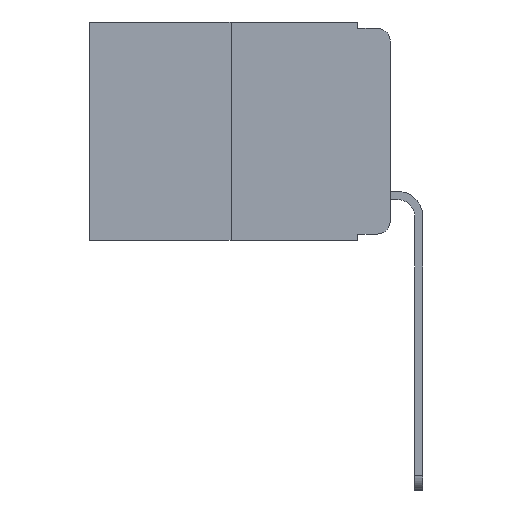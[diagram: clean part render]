
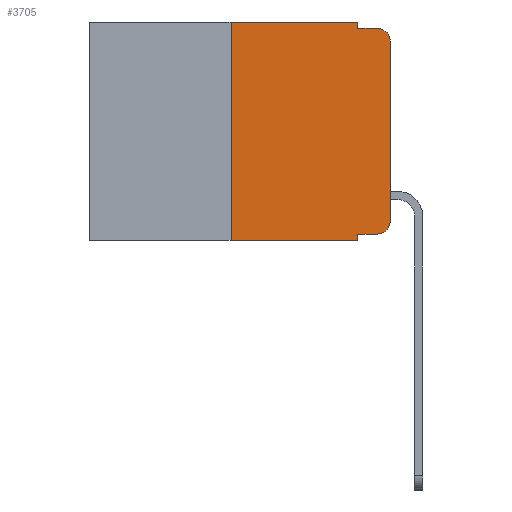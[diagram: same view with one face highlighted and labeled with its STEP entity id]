
A CAD part, left-side view. The second image highlights one B-rep face of the part: STEP entity #3705.
In plain terms, the highlighted planar face has unit normal (-1, 0, 0).
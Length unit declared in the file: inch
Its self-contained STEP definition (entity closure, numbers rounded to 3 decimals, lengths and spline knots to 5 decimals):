
#72 = VERTEX_POINT ( 'NONE', #8348 ) ;
#188 = LINE ( 'NONE', #9317, #12809 ) ;
#632 = DIRECTION ( 'NONE',  ( 0., 0., 1. ) ) ;
#761 = ORIENTED_EDGE ( 'NONE', *, *, #19460, .F. ) ;
#769 = LINE ( 'NONE', #17683, #5327 ) ;
#962 = LINE ( 'NONE', #12606, #1492 ) ;
#1492 = VECTOR ( 'NONE', #13454, 39.37008 ) ;
#1984 = DIRECTION ( 'NONE',  ( 0., -1., 0. ) ) ;
#2011 = EDGE_CURVE ( 'NONE', #6079, #6032, #962, .T. ) ;
#2091 = VERTEX_POINT ( 'NONE', #10050 ) ;
#2750 = CARTESIAN_POINT ( 'NONE',  ( 0., 0.051, -0.01 ) ) ;
#3173 = CARTESIAN_POINT ( 'NONE',  ( 0., 0.051, -0.333 ) ) ;
#3183 = EDGE_CURVE ( 'NONE', #6032, #17435, #11712, .T. ) ;
#3561 = VECTOR ( 'NONE', #19029, 39.37008 ) ;
#3705 = ADVANCED_FACE ( 'NONE', ( #7687 ), #13623, .F. ) ;
#4106 = LINE ( 'NONE', #3173, #3561 ) ;
#4153 = VECTOR ( 'NONE', #1984, 39.37008 ) ;
#4556 = ORIENTED_EDGE ( 'NONE', *, *, #5438, .T. ) ;
#4643 = AXIS2_PLACEMENT_3D ( 'NONE', #7546, #18476, #9149 ) ;
#4713 = VERTEX_POINT ( 'NONE', #6391 ) ;
#4772 = VECTOR ( 'NONE', #19505, 39.37008 ) ;
#4894 = AXIS2_PLACEMENT_3D ( 'NONE', #14235, #16573, #17800 ) ;
#5077 = DIRECTION ( 'NONE',  ( 0., 0., -1. ) ) ;
#5131 = VECTOR ( 'NONE', #632, 39.37008 ) ;
#5175 = CIRCLE ( 'NONE', #4643, 0.02 ) ;
#5207 = LINE ( 'NONE', #5608, #9006 ) ;
#5284 = LINE ( 'NONE', #14917, #4772 ) ;
#5327 = VECTOR ( 'NONE', #5077, 39.37008 ) ;
#5438 = EDGE_CURVE ( 'NONE', #13390, #17435, #10657, .T. ) ;
#5608 = CARTESIAN_POINT ( 'NONE',  ( 0., 0.473, -0.343 ) ) ;
#5649 = LINE ( 'NONE', #5718, #5131 ) ;
#5718 = CARTESIAN_POINT ( 'NONE',  ( 0., 0., 0. ) ) ;
#6032 = VERTEX_POINT ( 'NONE', #9846 ) ;
#6079 = VERTEX_POINT ( 'NONE', #12890 ) ;
#6331 = ORIENTED_EDGE ( 'NONE', *, *, #17430, .T. ) ;
#6391 = CARTESIAN_POINT ( 'NONE',  ( 0., 0.02, -0.333 ) ) ;
#6478 = VERTEX_POINT ( 'NONE', #18162 ) ;
#6532 = EDGE_CURVE ( 'NONE', #72, #13390, #5649, .T. ) ;
#7227 = DIRECTION ( 'NONE',  ( 0., -1., 0. ) ) ;
#7546 = CARTESIAN_POINT ( 'NONE',  ( 0., 0.02, -0.313 ) ) ;
#7597 = ORIENTED_EDGE ( 'NONE', *, *, #19972, .F. ) ;
#7687 = FACE_OUTER_BOUND ( 'NONE', #18562, .T. ) ;
#8086 = ORIENTED_EDGE ( 'NONE', *, *, #20451, .F. ) ;
#8348 = CARTESIAN_POINT ( 'NONE',  ( 0., 0., -0.313 ) ) ;
#8594 = ORIENTED_EDGE ( 'NONE', *, *, #15654, .T. ) ;
#8623 = CARTESIAN_POINT ( 'NONE',  ( 0., 0.473, 0. ) ) ;
#9006 = VECTOR ( 'NONE', #7227, 39.37008 ) ;
#9149 = DIRECTION ( 'NONE',  ( 0., 0., -1. ) ) ;
#9317 = CARTESIAN_POINT ( 'NONE',  ( 0., 0.473, 0. ) ) ;
#9602 = ORIENTED_EDGE ( 'NONE', *, *, #18481, .T. ) ;
#9846 = CARTESIAN_POINT ( 'NONE',  ( 0., 0.051, -0.01 ) ) ;
#10050 = CARTESIAN_POINT ( 'NONE',  ( 0., 0.25, 0. ) ) ;
#10657 = CIRCLE ( 'NONE', #4894, 0.02 ) ;
#10934 = DIRECTION ( 'NONE',  ( 0., -1., 0. ) ) ;
#11033 = CARTESIAN_POINT ( 'NONE',  ( 0., 0.051, -0.343 ) ) ;
#11712 = LINE ( 'NONE', #2750, #4153 ) ;
#12534 = CARTESIAN_POINT ( 'NONE',  ( 0., 0.051, -0.333 ) ) ;
#12606 = CARTESIAN_POINT ( 'NONE',  ( 0., 0.051, 0. ) ) ;
#12809 = VECTOR ( 'NONE', #10934, 39.37008 ) ;
#12890 = CARTESIAN_POINT ( 'NONE',  ( 0., 0.051, 0. ) ) ;
#13059 = CARTESIAN_POINT ( 'NONE',  ( 0., 0., -0.03 ) ) ;
#13142 = VERTEX_POINT ( 'NONE', #12534 ) ;
#13390 = VERTEX_POINT ( 'NONE', #13059 ) ;
#13454 = DIRECTION ( 'NONE',  ( 0., 0., -1. ) ) ;
#13574 = DIRECTION ( 'NONE',  ( 0., 0., -1. ) ) ;
#13623 = PLANE ( 'NONE',  #20202 ) ;
#13835 = CARTESIAN_POINT ( 'NONE',  ( 0., 0.02, -0.01 ) ) ;
#14021 = ORIENTED_EDGE ( 'NONE', *, *, #2011, .F. ) ;
#14235 = CARTESIAN_POINT ( 'NONE',  ( 0., 0.02, -0.03 ) ) ;
#14392 = DIRECTION ( 'NONE',  ( 1., 0., 0. ) ) ;
#14917 = CARTESIAN_POINT ( 'NONE',  ( 0., 0.25, 0. ) ) ;
#15654 = EDGE_CURVE ( 'NONE', #6478, #18321, #5207, .T. ) ;
#16197 = ORIENTED_EDGE ( 'NONE', *, *, #6532, .T. ) ;
#16573 = DIRECTION ( 'NONE',  ( -1., 0., 0. ) ) ;
#17430 = EDGE_CURVE ( 'NONE', #4713, #72, #5175, .T. ) ;
#17435 = VERTEX_POINT ( 'NONE', #13835 ) ;
#17604 = ORIENTED_EDGE ( 'NONE', *, *, #3183, .F. ) ;
#17683 = CARTESIAN_POINT ( 'NONE',  ( 0., 0.051, 0. ) ) ;
#17800 = DIRECTION ( 'NONE',  ( 0., 0., -1. ) ) ;
#18162 = CARTESIAN_POINT ( 'NONE',  ( 0., 0.25, -0.343 ) ) ;
#18321 = VERTEX_POINT ( 'NONE', #11033 ) ;
#18476 = DIRECTION ( 'NONE',  ( -1., 0., 0. ) ) ;
#18481 = EDGE_CURVE ( 'NONE', #13142, #4713, #4106, .T. ) ;
#18562 = EDGE_LOOP ( 'NONE', ( #16197, #4556, #17604, #14021, #7597, #8086, #8594, #761, #9602, #6331 ) ) ;
#19029 = DIRECTION ( 'NONE',  ( 0., -1., 0. ) ) ;
#19460 = EDGE_CURVE ( 'NONE', #13142, #18321, #769, .T. ) ;
#19505 = DIRECTION ( 'NONE',  ( 0., 0., 1. ) ) ;
#19972 = EDGE_CURVE ( 'NONE', #2091, #6079, #188, .T. ) ;
#20202 = AXIS2_PLACEMENT_3D ( 'NONE', #8623, #14392, #13574 ) ;
#20451 = EDGE_CURVE ( 'NONE', #6478, #2091, #5284, .T. ) ;
